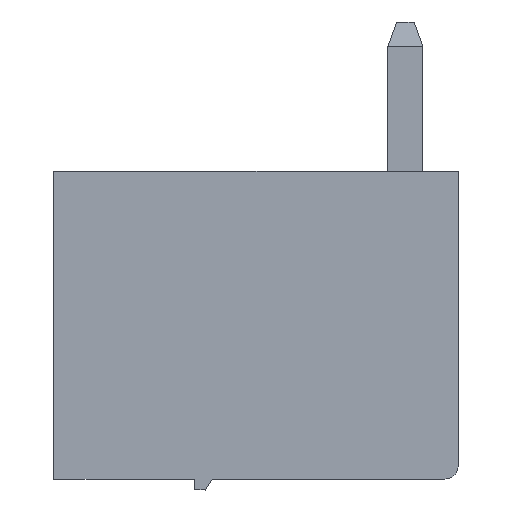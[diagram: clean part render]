
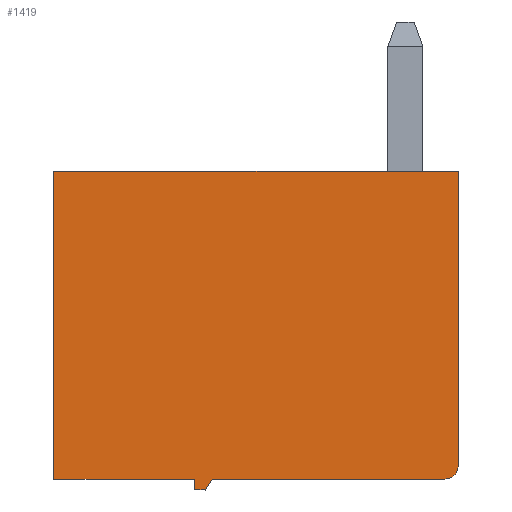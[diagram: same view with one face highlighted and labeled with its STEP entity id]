
A CAD part, front view. The second image highlights one B-rep face of the part: STEP entity #1419.
In plain terms, the highlighted planar face has unit normal (0, -1, 0).
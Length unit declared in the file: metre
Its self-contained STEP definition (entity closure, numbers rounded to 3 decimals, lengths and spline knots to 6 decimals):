
#1419=ADVANCED_FACE('',(#2976),#2977,.T.);
#2976=FACE_OUTER_BOUND('',#4632,.T.);
#2977=PLANE('',#4633);
#4632=EDGE_LOOP('',(#8987,#8988,#8989,#8990,#8991,#8992,#8993,#8994,#8995));
#4633=AXIS2_PLACEMENT_3D('',#8996,#8997,#8998);
#8987=ORIENTED_EDGE('',*,*,#10174,.F.);
#8988=ORIENTED_EDGE('',*,*,#11049,.F.);
#8989=ORIENTED_EDGE('',*,*,#11512,.F.);
#8990=ORIENTED_EDGE('',*,*,#11424,.F.);
#8991=ORIENTED_EDGE('',*,*,#10755,.F.);
#8992=ORIENTED_EDGE('',*,*,#10735,.F.);
#8993=ORIENTED_EDGE('',*,*,#11517,.F.);
#8994=ORIENTED_EDGE('',*,*,#11593,.F.);
#8995=ORIENTED_EDGE('',*,*,#10632,.F.);
#8996=CARTESIAN_POINT('',(0.0089,-0.046415,-0.0067));
#8997=DIRECTION('',(0.,-1.0,0.));
#8998=DIRECTION('',(0.0,0.,-1.0));
#10174=EDGE_CURVE('',#12341,#12343,#12344,.T.);
#10632=EDGE_CURVE('',#12343,#13102,#13103,.T.);
#10735=EDGE_CURVE('',#13253,#13255,#13256,.T.);
#10755=EDGE_CURVE('',#13255,#13281,#13282,.T.);
#11049=EDGE_CURVE('',#13699,#12341,#13700,.T.);
#11424=EDGE_CURVE('',#13281,#14209,#14210,.T.);
#11512=EDGE_CURVE('',#14209,#13699,#14307,.T.);
#11517=EDGE_CURVE('',#14311,#13253,#14313,.T.);
#11593=EDGE_CURVE('',#13102,#14311,#14391,.T.);
#12341=VERTEX_POINT('',#15431);
#12343=VERTEX_POINT('',#15434);
#12344=LINE('',#15435,#15436);
#13102=VERTEX_POINT('',#16548);
#13103=LINE('',#16549,#16550);
#13253=VERTEX_POINT('',#16780);
#13255=VERTEX_POINT('',#16783);
#13256=LINE('',#16784,#16785);
#13281=VERTEX_POINT('',#16819);
#13282=LINE('',#16820,#16821);
#13699=VERTEX_POINT('',#17446);
#13700=LINE('',#17447,#17448);
#14209=VERTEX_POINT('',#18219);
#14210=LINE('',#18220,#18221);
#14307=LINE('',#18364,#18365);
#14311=VERTEX_POINT('',#18370);
#14313=LINE('',#18373,#18374);
#14391=CIRCLE('',#18481,0.0003);
#15431=CARTESIAN_POINT('',(0.,-0.046415,0.));
#15434=CARTESIAN_POINT('',(0.0092,-0.046415,0.));
#15435=CARTESIAN_POINT('',(0.0065,-0.046415,0.));
#15436=VECTOR('',#19074,1.0);
#16548=CARTESIAN_POINT('',(0.0092,-0.046415,-0.0067));
#16549=CARTESIAN_POINT('',(0.0092,-0.046415,-0.0067));
#16550=VECTOR('',#19483,1.0);
#16780=CARTESIAN_POINT('',(0.0036,-0.046415,-0.007));
#16783=CARTESIAN_POINT('',(0.00345,-0.046415,-0.00725));
#16784=CARTESIAN_POINT('',(0.00345,-0.046415,-0.00725));
#16785=VECTOR('',#19577,1.0);
#16819=CARTESIAN_POINT('',(0.0032,-0.046415,-0.00725));
#16820=CARTESIAN_POINT('',(0.0032,-0.046415,-0.00725));
#16821=VECTOR('',#19593,1.0);
#17446=CARTESIAN_POINT('',(0.,-0.046415,-0.007));
#17447=CARTESIAN_POINT('',(0.,-0.046415,0.));
#17448=VECTOR('',#19817,1.0);
#18219=CARTESIAN_POINT('',(0.0032,-0.046415,-0.007));
#18220=CARTESIAN_POINT('',(0.0032,-0.046415,-0.007));
#18221=VECTOR('',#20113,1.0);
#18364=CARTESIAN_POINT('',(0.,-0.046415,-0.007));
#18365=VECTOR('',#20163,1.0);
#18370=CARTESIAN_POINT('',(0.0089,-0.046415,-0.007));
#18373=CARTESIAN_POINT('',(0.0036,-0.046415,-0.007));
#18374=VECTOR('',#20166,1.0);
#18481=AXIS2_PLACEMENT_3D('',#20199,#20200,#20201);
#19074=DIRECTION('',(1.0,0.,0.));
#19483=DIRECTION('',(0.,0.,-1.0));
#19577=DIRECTION('',(-0.514,0.,-0.857));
#19593=DIRECTION('',(-1.0,0.,0.));
#19817=DIRECTION('',(0.,0.,1.0));
#20113=DIRECTION('',(0.,0.,1.0));
#20163=DIRECTION('',(-1.0,0.,0.));
#20166=DIRECTION('',(-1.0,0.,0.));
#20199=CARTESIAN_POINT('',(0.0089,-0.046415,-0.0067));
#20200=DIRECTION('',(0.,1.0,0.));
#20201=DIRECTION('',(-0.707,0.,0.707));
